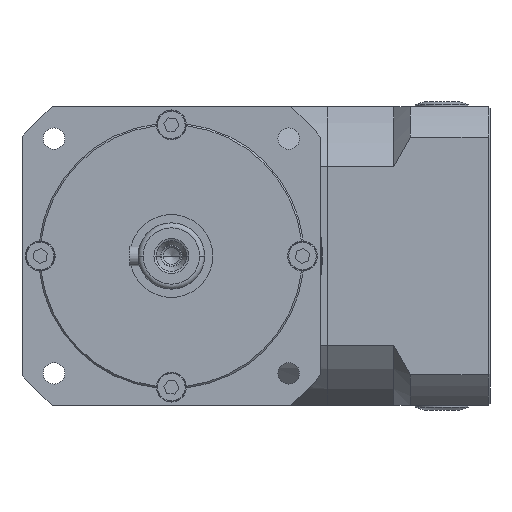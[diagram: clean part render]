
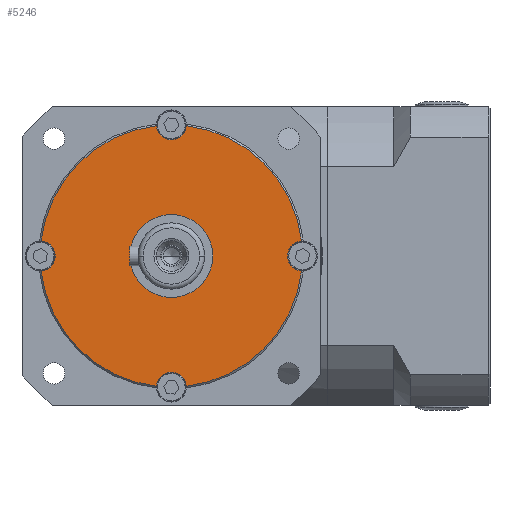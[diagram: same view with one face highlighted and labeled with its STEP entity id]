
A CAD part, left-side view. The second image highlights one B-rep face of the part: STEP entity #5246.
In plain terms, the highlighted planar face has unit normal (-1, 0, 0).
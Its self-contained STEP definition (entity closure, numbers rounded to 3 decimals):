
#89 = AXIS2_PLACEMENT_3D ( 'NONE', #680, #18011, #5237 ) ;
#144 = CARTESIAN_POINT ( 'NONE',  ( -75.5, 4.493, -39.244 ) ) ;
#245 = DIRECTION ( 'NONE',  ( 0., 0., 1. ) ) ;
#412 = DIRECTION ( 'NONE',  ( 0., 0., -1. ) ) ;
#632 = ORIENTED_EDGE ( 'NONE', *, *, #9458, .F. ) ;
#680 = CARTESIAN_POINT ( 'NONE',  ( -75.5, 0., -39.5 ) ) ;
#713 = VERTEX_POINT ( 'NONE', #3470 ) ;
#1100 = DIRECTION ( 'NONE',  ( 0., 0., 1. ) ) ;
#1150 = CIRCLE ( 'NONE', #11926, 4.5 ) ;
#1719 = DIRECTION ( 'NONE',  ( 0., 0., -1. ) ) ;
#1731 = VERTEX_POINT ( 'NONE', #5226 ) ;
#1788 = CIRCLE ( 'NONE', #7779, 4.5 ) ;
#1812 = DIRECTION ( 'NONE',  ( 1., 0., 0. ) ) ;
#1971 = EDGE_CURVE ( 'NONE', #16776, #14605, #2135, .T. ) ;
#2135 = CIRCLE ( 'NONE', #2731, 39.5 ) ;
#2306 = DIRECTION ( 'NONE',  ( 1., 0., 0. ) ) ;
#2479 = DIRECTION ( 'NONE',  ( -1., 0., 0. ) ) ;
#2655 = DIRECTION ( 'NONE',  ( 1., 0., 0. ) ) ;
#2731 = AXIS2_PLACEMENT_3D ( 'NONE', #8655, #1812, #1719 ) ;
#3321 = VERTEX_POINT ( 'NONE', #144 ) ;
#3470 = CARTESIAN_POINT ( 'NONE',  ( -75.5, 39.244, -4.493 ) ) ;
#3919 = DIRECTION ( 'NONE',  ( 0., 0., 1. ) ) ;
#4142 = ORIENTED_EDGE ( 'NONE', *, *, #4220, .F. ) ;
#4220 = EDGE_CURVE ( 'NONE', #713, #16776, #17221, .T. ) ;
#4277 = PLANE ( 'NONE',  #12585 ) ;
#4367 = DIRECTION ( 'NONE',  ( 0., 0., 1. ) ) ;
#4427 = EDGE_LOOP ( 'NONE', ( #15130, #4591, #4142, #7034, #14576, #6784, #6070, #632, #10401, #12958 ) ) ;
#4488 = CIRCLE ( 'NONE', #5384, 4.5 ) ;
#4591 = ORIENTED_EDGE ( 'NONE', *, *, #1971, .F. ) ;
#5226 = CARTESIAN_POINT ( 'NONE',  ( -75.5, -4.493, 39.244 ) ) ;
#5234 = DIRECTION ( 'NONE',  ( -1., 0., 0. ) ) ;
#5237 = DIRECTION ( 'NONE',  ( 0., 0., 1. ) ) ;
#5246 = ADVANCED_FACE ( 'NONE', ( #15201 ), #4277, .T. ) ;
#5384 = AXIS2_PLACEMENT_3D ( 'NONE', #9705, #2479, #14250 ) ;
#6032 = EDGE_CURVE ( 'NONE', #12967, #3321, #12617, .T. ) ;
#6068 = CARTESIAN_POINT ( 'NONE',  ( -75.5, 39.5, 0. ) ) ;
#6070 = ORIENTED_EDGE ( 'NONE', *, *, #6978, .F. ) ;
#6292 = CIRCLE ( 'NONE', #9871, 4.5 ) ;
#6584 = CARTESIAN_POINT ( 'NONE',  ( -75.5, -39.244, -4.493 ) ) ;
#6784 = ORIENTED_EDGE ( 'NONE', *, *, #12009, .F. ) ;
#6978 = EDGE_CURVE ( 'NONE', #15104, #14700, #7558, .T. ) ;
#7034 = ORIENTED_EDGE ( 'NONE', *, *, #8235, .F. ) ;
#7189 = CARTESIAN_POINT ( 'NONE',  ( -75.5, 0., 39.5 ) ) ;
#7258 = DIRECTION ( 'NONE',  ( -1., 0., 0. ) ) ;
#7331 = CARTESIAN_POINT ( 'NONE',  ( -75.5, 0., 35. ) ) ;
#7558 = CIRCLE ( 'NONE', #16791, 39.5 ) ;
#7663 = DIRECTION ( 'NONE',  ( 0., 0., -1. ) ) ;
#7779 = AXIS2_PLACEMENT_3D ( 'NONE', #7189, #15477, #4367 ) ;
#7899 = DIRECTION ( 'NONE',  ( 1., 0., 0. ) ) ;
#8211 = CARTESIAN_POINT ( 'NONE',  ( -75.5, 0., -35. ) ) ;
#8235 = EDGE_CURVE ( 'NONE', #3321, #713, #17272, .T. ) ;
#8655 = CARTESIAN_POINT ( 'NONE',  ( -75.5, 0., 0. ) ) ;
#8665 = CARTESIAN_POINT ( 'NONE',  ( -75.5, 0., -39.5 ) ) ;
#9002 = EDGE_CURVE ( 'NONE', #10793, #1731, #6292, .T. ) ;
#9131 = EDGE_CURVE ( 'NONE', #14605, #10793, #1788, .T. ) ;
#9238 = AXIS2_PLACEMENT_3D ( 'NONE', #11185, #2655, #13880 ) ;
#9447 = CARTESIAN_POINT ( 'NONE',  ( -75.5, 0., 39.5 ) ) ;
#9458 = EDGE_CURVE ( 'NONE', #15031, #15104, #4488, .T. ) ;
#9590 = CARTESIAN_POINT ( 'NONE',  ( -75.5, -4.493, -39.244 ) ) ;
#9705 = CARTESIAN_POINT ( 'NONE',  ( -75.5, -39.5, 0. ) ) ;
#9871 = AXIS2_PLACEMENT_3D ( 'NONE', #9447, #5234, #3919 ) ;
#10362 = DIRECTION ( 'NONE',  ( -1., 0., 0. ) ) ;
#10401 = ORIENTED_EDGE ( 'NONE', *, *, #12827, .F. ) ;
#10793 = VERTEX_POINT ( 'NONE', #7331 ) ;
#10969 = CARTESIAN_POINT ( 'NONE',  ( -75.5, -39.244, 4.493 ) ) ;
#11032 = DIRECTION ( 'NONE',  ( -1., 0., 0. ) ) ;
#11185 = CARTESIAN_POINT ( 'NONE',  ( -75.5, 0., 0. ) ) ;
#11378 = CARTESIAN_POINT ( 'NONE',  ( -75.5, 39.244, 4.493 ) ) ;
#11926 = AXIS2_PLACEMENT_3D ( 'NONE', #8665, #7258, #245 ) ;
#12009 = EDGE_CURVE ( 'NONE', #14700, #12967, #1150, .T. ) ;
#12049 = CARTESIAN_POINT ( 'NONE',  ( -75.5, 0., 0. ) ) ;
#12419 = CARTESIAN_POINT ( 'NONE',  ( -75.5, 39.5, 0. ) ) ;
#12585 = AXIS2_PLACEMENT_3D ( 'NONE', #12419, #11032, #1100 ) ;
#12617 = CIRCLE ( 'NONE', #89, 4.5 ) ;
#12785 = DIRECTION ( 'NONE',  ( 0., 0., 1. ) ) ;
#12827 = EDGE_CURVE ( 'NONE', #1731, #15031, #16046, .T. ) ;
#12958 = ORIENTED_EDGE ( 'NONE', *, *, #9002, .F. ) ;
#12967 = VERTEX_POINT ( 'NONE', #8211 ) ;
#13691 = CARTESIAN_POINT ( 'NONE',  ( -75.5, 4.493, 39.244 ) ) ;
#13880 = DIRECTION ( 'NONE',  ( 0., 0., -1. ) ) ;
#14250 = DIRECTION ( 'NONE',  ( 0., 0., 1. ) ) ;
#14576 = ORIENTED_EDGE ( 'NONE', *, *, #6032, .F. ) ;
#14605 = VERTEX_POINT ( 'NONE', #13691 ) ;
#14700 = VERTEX_POINT ( 'NONE', #9590 ) ;
#14962 = CARTESIAN_POINT ( 'NONE',  ( -75.5, 0., 0. ) ) ;
#15031 = VERTEX_POINT ( 'NONE', #10969 ) ;
#15104 = VERTEX_POINT ( 'NONE', #6584 ) ;
#15130 = ORIENTED_EDGE ( 'NONE', *, *, #9131, .F. ) ;
#15201 = FACE_OUTER_BOUND ( 'NONE', #4427, .T. ) ;
#15477 = DIRECTION ( 'NONE',  ( -1., 0., 0. ) ) ;
#16046 = CIRCLE ( 'NONE', #17546, 39.5 ) ;
#16776 = VERTEX_POINT ( 'NONE', #11378 ) ;
#16791 = AXIS2_PLACEMENT_3D ( 'NONE', #14962, #7899, #412 ) ;
#17221 = CIRCLE ( 'NONE', #17820, 4.5 ) ;
#17272 = CIRCLE ( 'NONE', #9238, 39.5 ) ;
#17546 = AXIS2_PLACEMENT_3D ( 'NONE', #12049, #2306, #7663 ) ;
#17820 = AXIS2_PLACEMENT_3D ( 'NONE', #6068, #10362, #12785 ) ;
#18011 = DIRECTION ( 'NONE',  ( -1., 0., 0. ) ) ;
